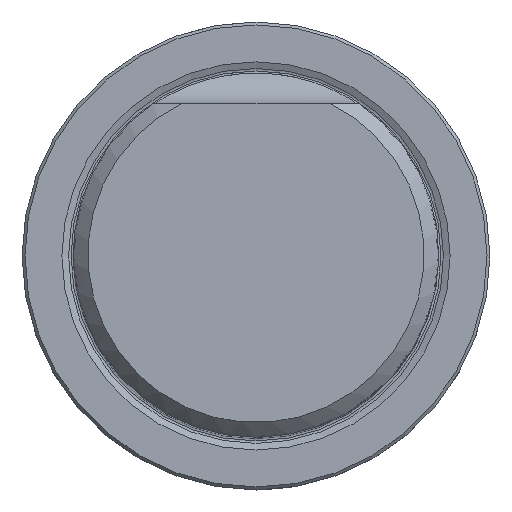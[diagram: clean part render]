
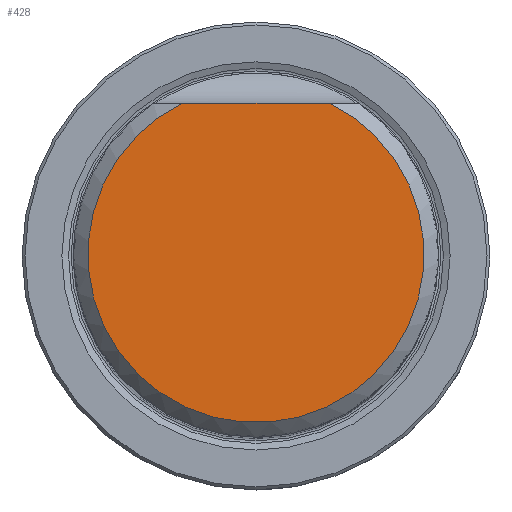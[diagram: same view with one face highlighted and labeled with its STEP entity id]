
A CAD part, top view. The second image highlights one B-rep face of the part: STEP entity #428.
In plain terms, the highlighted planar face has unit normal (0, 0, 1).
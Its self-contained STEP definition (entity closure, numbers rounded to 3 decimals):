
#319=PLANE('',#4459);
#428=ADVANCED_FACE('CU_SU_1',(#719),#319,.F.);
#719=FACE_OUTER_BOUND('',#950,.T.);
#950=EDGE_LOOP('',(#2090,#2091));
#1214=CIRCLE('',#4458,11.497);
#1509=LINE('',#6407,#1730);
#1730=VECTOR('',#5048,1.);
#2090=ORIENTED_EDGE('',*,*,#3666,.F.);
#2091=ORIENTED_EDGE('',*,*,#3667,.F.);
#3246=VERTEX_POINT('',#6405);
#3247=VERTEX_POINT('',#6406);
#3666=EDGE_CURVE('',#3246,#3247,#1214,.T.);
#3667=EDGE_CURVE('',#3247,#3246,#1509,.T.);
#4458=AXIS2_PLACEMENT_3D('',#6404,#5046,#5047);
#4459=AXIS2_PLACEMENT_3D('',#6408,#5049,#5050);
#5046=DIRECTION('',(0.,0.,-1.));
#5047=DIRECTION('',(0.,-1.,0.));
#5048=DIRECTION('',(1.,0.,0.));
#5049=DIRECTION('',(0.,0.,-1.));
#5050=DIRECTION('',(0.,-1.,0.));
#6404=CARTESIAN_POINT('',(0.,0.,56.));
#6405=CARTESIAN_POINT('',(4.999,10.353,56.));
#6406=CARTESIAN_POINT('',(-4.999,10.353,56.));
#6407=CARTESIAN_POINT('',(-12.497,10.353,56.));
#6408=CARTESIAN_POINT('',(0.,0.,56.));
